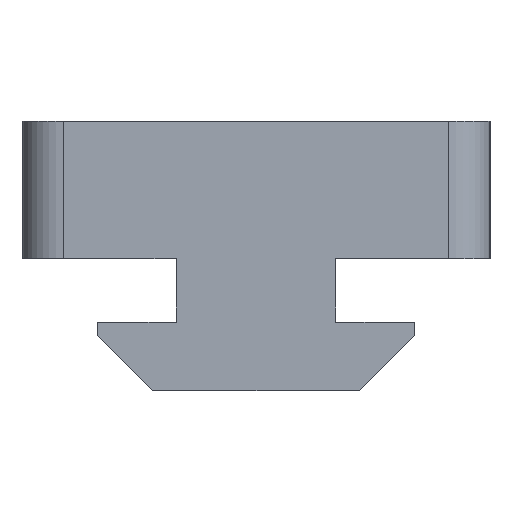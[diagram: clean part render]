
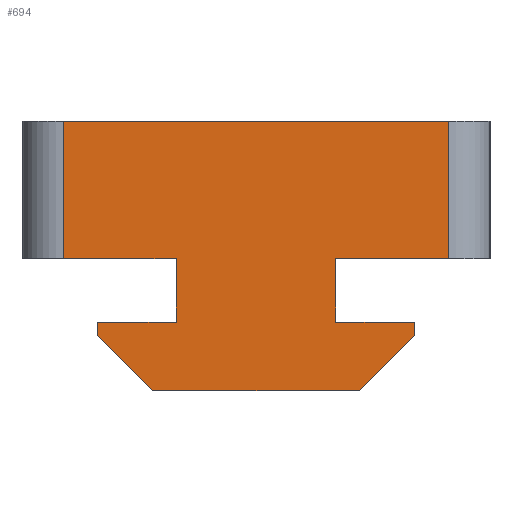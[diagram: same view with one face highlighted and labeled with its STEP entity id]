
A CAD part, left-side view. The second image highlights one B-rep face of the part: STEP entity #694.
In plain terms, the highlighted planar face has unit normal (-1, 0, 0).
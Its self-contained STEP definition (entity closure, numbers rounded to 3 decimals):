
#10 = ORIENTED_EDGE ( 'NONE', *, *, #1115, .F. ) ;
#14 = ORIENTED_EDGE ( 'NONE', *, *, #1171, .F. ) ;
#24 = ORIENTED_EDGE ( 'NONE', *, *, #2026, .F. ) ;
#31 = CARTESIAN_POINT ( 'NONE',  ( 0., -5.75, -2.3 ) ) ;
#76 = VERTEX_POINT ( 'NONE', #397 ) ;
#91 = VECTOR ( 'NONE', #627, 1000. ) ;
#100 = LINE ( 'NONE', #383, #1703 ) ;
#103 = VERTEX_POINT ( 'NONE', #404 ) ;
#125 = VERTEX_POINT ( 'NONE', #380 ) ;
#144 = LINE ( 'NONE', #620, #968 ) ;
#156 = VECTOR ( 'NONE', #641, 1000. ) ;
#158 = CARTESIAN_POINT ( 'NONE',  ( 0., 7., 0. ) ) ;
#167 = CARTESIAN_POINT ( 'NONE',  ( 0., 0., -2.3 ) ) ;
#202 = DIRECTION ( 'NONE',  ( 0., -1., 0. ) ) ;
#244 = CARTESIAN_POINT ( 'NONE',  ( 0., 5.75, -2.3 ) ) ;
#246 = CARTESIAN_POINT ( 'NONE',  ( 0., -2.9, -2.3 ) ) ;
#248 = FACE_OUTER_BOUND ( 'NONE', #1893, .T. ) ;
#256 = ORIENTED_EDGE ( 'NONE', *, *, #1561, .F. ) ;
#268 = CARTESIAN_POINT ( 'NONE',  ( 0., 0., -4.8 ) ) ;
#307 = CARTESIAN_POINT ( 'NONE',  ( 0., 7., 5. ) ) ;
#346 = CARTESIAN_POINT ( 'NONE',  ( 0., 2.9, -2.3 ) ) ;
#352 = DIRECTION ( 'NONE',  ( 0., 1., 0. ) ) ;
#379 = EDGE_CURVE ( 'NONE', #608, #103, #873, .T. ) ;
#380 = CARTESIAN_POINT ( 'NONE',  ( 0., 5.75, -2.8 ) ) ;
#383 = CARTESIAN_POINT ( 'NONE',  ( 0., 0., 0. ) ) ;
#393 = LINE ( 'NONE', #865, #1026 ) ;
#397 = CARTESIAN_POINT ( 'NONE',  ( 0., -7., 0. ) ) ;
#404 = CARTESIAN_POINT ( 'NONE',  ( 0., 3.75, -4.8 ) ) ;
#408 = DIRECTION ( 'NONE',  ( 0., 1., 0. ) ) ;
#464 = LINE ( 'NONE', #489, #470 ) ;
#470 = VECTOR ( 'NONE', #496, 1000. ) ;
#489 = CARTESIAN_POINT ( 'NONE',  ( 0., -5.75, -2.8 ) ) ;
#495 = ORIENTED_EDGE ( 'NONE', *, *, #1090, .F. ) ;
#496 = DIRECTION ( 'NONE',  ( 0., 0., -1. ) ) ;
#513 = LINE ( 'NONE', #167, #1559 ) ;
#538 = VERTEX_POINT ( 'NONE', #1898 ) ;
#608 = VERTEX_POINT ( 'NONE', #1791 ) ;
#609 = DIRECTION ( 'NONE',  ( 0., -1., 0. ) ) ;
#620 = CARTESIAN_POINT ( 'NONE',  ( 0., -8.5, 5. ) ) ;
#621 = CARTESIAN_POINT ( 'NONE',  ( 0., -7., 0. ) ) ;
#624 = CARTESIAN_POINT ( 'NONE',  ( 0., 0., 0. ) ) ;
#627 = DIRECTION ( 'NONE',  ( 0., 0., 1. ) ) ;
#628 = DIRECTION ( 'NONE',  ( 0., 0., -1. ) ) ;
#641 = DIRECTION ( 'NONE',  ( 0., 1., 0. ) ) ;
#659 = VERTEX_POINT ( 'NONE', #1636 ) ;
#664 = CARTESIAN_POINT ( 'NONE',  ( 0., 7., 0. ) ) ;
#694 = ADVANCED_FACE ( 'NONE', ( #248 ), #1627, .F. ) ;
#697 = VECTOR ( 'NONE', #835, 1000. ) ;
#760 = VECTOR ( 'NONE', #1098, 1000. ) ;
#778 = VERTEX_POINT ( 'NONE', #1508 ) ;
#803 = DIRECTION ( 'NONE',  ( 0., 0., -1. ) ) ;
#808 = CARTESIAN_POINT ( 'NONE',  ( 0., -2.9, 0. ) ) ;
#810 = VECTOR ( 'NONE', #352, 1000. ) ;
#835 = DIRECTION ( 'NONE',  ( 0., -1., 0. ) ) ;
#837 = CARTESIAN_POINT ( 'NONE',  ( 0., -5.75, -2.8 ) ) ;
#839 = DIRECTION ( 'NONE',  ( 0., 0.707, -0.707 ) ) ;
#840 = CARTESIAN_POINT ( 'NONE',  ( 0., 0., -2.3 ) ) ;
#856 = ORIENTED_EDGE ( 'NONE', *, *, #1264, .F. ) ;
#865 = CARTESIAN_POINT ( 'NONE',  ( 0., 5.75, -1.8 ) ) ;
#872 = DIRECTION ( 'NONE',  ( 0., 0., 1. ) ) ;
#873 = LINE ( 'NONE', #268, #810 ) ;
#911 = VERTEX_POINT ( 'NONE', #1373 ) ;
#928 = LINE ( 'NONE', #808, #1448 ) ;
#968 = VECTOR ( 'NONE', #609, 1000. ) ;
#997 = DIRECTION ( 'NONE',  ( 0., 0.707, 0.707 ) ) ;
#999 = CARTESIAN_POINT ( 'NONE',  ( 0., 3.75, -4.8 ) ) ;
#1026 = VECTOR ( 'NONE', #872, 1000. ) ;
#1090 = EDGE_CURVE ( 'NONE', #1688, #911, #1149, .T. ) ;
#1098 = DIRECTION ( 'NONE',  ( 0., 0., 1. ) ) ;
#1115 = EDGE_CURVE ( 'NONE', #103, #125, #1582, .T. ) ;
#1149 = LINE ( 'NONE', #1157, #760 ) ;
#1157 = CARTESIAN_POINT ( 'NONE',  ( 0., 2.9, 0. ) ) ;
#1171 = EDGE_CURVE ( 'NONE', #125, #1937, #393, .T. ) ;
#1176 = EDGE_CURVE ( 'NONE', #1921, #2098, #1826, .T. ) ;
#1182 = EDGE_CURVE ( 'NONE', #538, #608, #1834, .T. ) ;
#1190 = EDGE_CURVE ( 'NONE', #659, #1921, #928, .T. ) ;
#1204 = VECTOR ( 'NONE', #839, 1000. ) ;
#1235 = LINE ( 'NONE', #624, #156 ) ;
#1252 = EDGE_CURVE ( 'NONE', #2027, #1772, #1424, .T. ) ;
#1253 = EDGE_CURVE ( 'NONE', #911, #2027, #1235, .T. ) ;
#1263 = EDGE_CURVE ( 'NONE', #778, #76, #1799, .T. ) ;
#1264 = EDGE_CURVE ( 'NONE', #1772, #778, #144, .T. ) ;
#1364 = EDGE_CURVE ( 'NONE', #2098, #538, #464, .T. ) ;
#1373 = CARTESIAN_POINT ( 'NONE',  ( 0., 2.9, 0. ) ) ;
#1421 = ORIENTED_EDGE ( 'NONE', *, *, #1252, .F. ) ;
#1424 = LINE ( 'NONE', #664, #91 ) ;
#1448 = VECTOR ( 'NONE', #803, 1000. ) ;
#1508 = CARTESIAN_POINT ( 'NONE',  ( 0., -7., 5. ) ) ;
#1559 = VECTOR ( 'NONE', #202, 1000. ) ;
#1561 = EDGE_CURVE ( 'NONE', #76, #659, #100, .T. ) ;
#1582 = LINE ( 'NONE', #999, #1596 ) ;
#1596 = VECTOR ( 'NONE', #997, 1000. ) ;
#1606 = DIRECTION ( 'NONE',  ( 0., 0., -1. ) ) ;
#1607 = DIRECTION ( 'NONE',  ( 1., 0., 0. ) ) ;
#1610 = CARTESIAN_POINT ( 'NONE',  ( 0., 0., 0. ) ) ;
#1627 = PLANE ( 'NONE',  #2109 ) ;
#1636 = CARTESIAN_POINT ( 'NONE',  ( 0., -2.9, 0. ) ) ;
#1644 = ORIENTED_EDGE ( 'NONE', *, *, #379, .F. ) ;
#1654 = ORIENTED_EDGE ( 'NONE', *, *, #1263, .F. ) ;
#1688 = VERTEX_POINT ( 'NONE', #346 ) ;
#1703 = VECTOR ( 'NONE', #408, 1000. ) ;
#1762 = ORIENTED_EDGE ( 'NONE', *, *, #1364, .F. ) ;
#1772 = VERTEX_POINT ( 'NONE', #307 ) ;
#1785 = ORIENTED_EDGE ( 'NONE', *, *, #1176, .F. ) ;
#1791 = CARTESIAN_POINT ( 'NONE',  ( 0., -3.75, -4.8 ) ) ;
#1798 = ORIENTED_EDGE ( 'NONE', *, *, #1182, .F. ) ;
#1799 = LINE ( 'NONE', #621, #1804 ) ;
#1804 = VECTOR ( 'NONE', #628, 1000. ) ;
#1826 = LINE ( 'NONE', #840, #697 ) ;
#1834 = LINE ( 'NONE', #837, #1204 ) ;
#1893 = EDGE_LOOP ( 'NONE', ( #2134, #256, #1654, #856, #1421, #1957, #495, #24, #14, #10, #1644, #1798, #1762, #1785 ) ) ;
#1898 = CARTESIAN_POINT ( 'NONE',  ( 0., -5.75, -2.8 ) ) ;
#1921 = VERTEX_POINT ( 'NONE', #246 ) ;
#1937 = VERTEX_POINT ( 'NONE', #244 ) ;
#1957 = ORIENTED_EDGE ( 'NONE', *, *, #1253, .F. ) ;
#2026 = EDGE_CURVE ( 'NONE', #1937, #1688, #513, .T. ) ;
#2027 = VERTEX_POINT ( 'NONE', #158 ) ;
#2098 = VERTEX_POINT ( 'NONE', #31 ) ;
#2109 = AXIS2_PLACEMENT_3D ( 'NONE', #1610, #1607, #1606 ) ;
#2134 = ORIENTED_EDGE ( 'NONE', *, *, #1190, .F. ) ;
